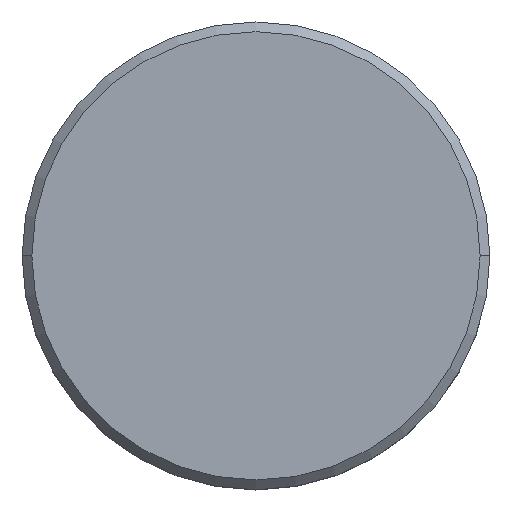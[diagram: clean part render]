
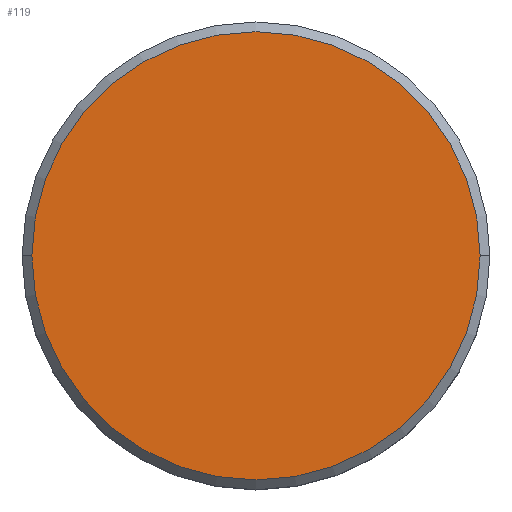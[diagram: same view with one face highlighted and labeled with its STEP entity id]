
A CAD part, top view. The second image highlights one B-rep face of the part: STEP entity #119.
In plain terms, the highlighted planar face has unit normal (0, 0, 1).
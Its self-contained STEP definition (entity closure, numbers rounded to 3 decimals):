
#16 = AXIS2_PLACEMENT_3D ( 'NONE', #152, #296, #430 ) ;
#26 = DIRECTION ( 'NONE',  ( 0., 0., 1. ) ) ;
#31 = AXIS2_PLACEMENT_3D ( 'NONE', #427, #437, #48 ) ;
#38 = CIRCLE ( 'NONE', #31, 11.5 ) ;
#48 = DIRECTION ( 'NONE',  ( 1., 0., 0. ) ) ;
#63 = CARTESIAN_POINT ( 'NONE',  ( 0., 0., 0. ) ) ;
#95 = EDGE_CURVE ( 'NONE', #453, #356, #38, .T. ) ;
#111 = ORIENTED_EDGE ( 'NONE', *, *, #95, .T. ) ;
#119 = ADVANCED_FACE ( 'NONE', ( #193 ), #395, .T. ) ;
#152 = CARTESIAN_POINT ( 'NONE',  ( 0., 0., 0. ) ) ;
#193 = FACE_OUTER_BOUND ( 'NONE', #413, .T. ) ;
#245 = AXIS2_PLACEMENT_3D ( 'NONE', #63, #26, #451 ) ;
#265 = CARTESIAN_POINT ( 'NONE',  ( -11.5, 0., 0. ) ) ;
#285 = CARTESIAN_POINT ( 'NONE',  ( 11.5, 0., 0. ) ) ;
#294 = CIRCLE ( 'NONE', #245, 11.5 ) ;
#296 = DIRECTION ( 'NONE',  ( 0., 0., 1. ) ) ;
#351 = EDGE_CURVE ( 'NONE', #356, #453, #294, .T. ) ;
#356 = VERTEX_POINT ( 'NONE', #265 ) ;
#395 = PLANE ( 'NONE',  #16 ) ;
#413 = EDGE_LOOP ( 'NONE', ( #449, #111 ) ) ;
#427 = CARTESIAN_POINT ( 'NONE',  ( 0., 0., 0. ) ) ;
#430 = DIRECTION ( 'NONE',  ( 1., 0., 0. ) ) ;
#437 = DIRECTION ( 'NONE',  ( 0., 0., 1. ) ) ;
#449 = ORIENTED_EDGE ( 'NONE', *, *, #351, .T. ) ;
#451 = DIRECTION ( 'NONE',  ( 1., 0., 0. ) ) ;
#453 = VERTEX_POINT ( 'NONE', #285 ) ;
